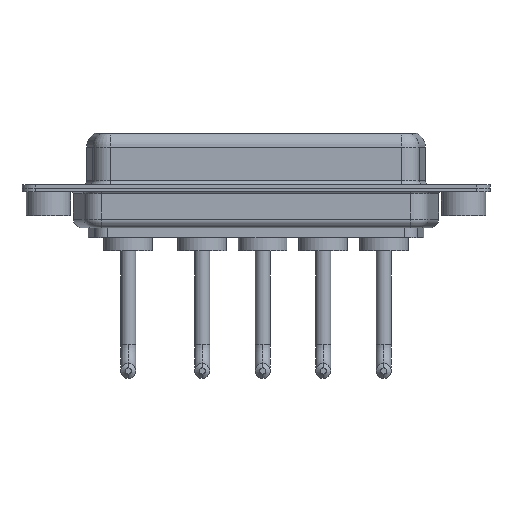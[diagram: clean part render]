
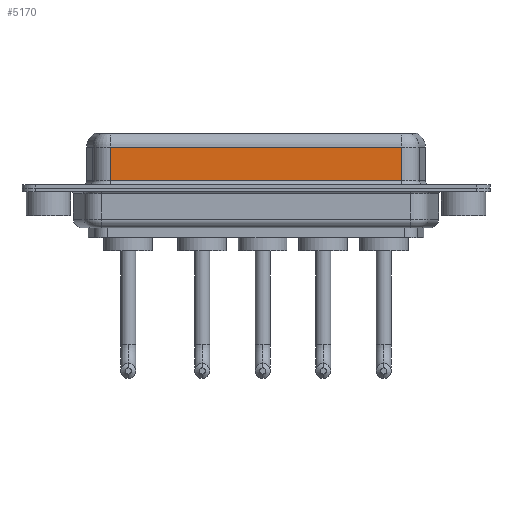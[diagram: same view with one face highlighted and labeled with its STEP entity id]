
A CAD part, front view. The second image highlights one B-rep face of the part: STEP entity #5170.
In plain terms, the highlighted planar face has unit normal (0, -1, 0).
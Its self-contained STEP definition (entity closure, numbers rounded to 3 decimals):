
#98 = ORIENTED_EDGE ( 'NONE', *, *, #4409, .T. ) ;
#115 = VECTOR ( 'NONE', #10052, 1000. ) ;
#264 = ORIENTED_EDGE ( 'NONE', *, *, #11785, .F. ) ;
#719 = FACE_OUTER_BOUND ( 'NONE', #12572, .T. ) ;
#1307 = LINE ( 'NONE', #9070, #115 ) ;
#1471 = VERTEX_POINT ( 'NONE', #9486 ) ;
#1864 = VERTEX_POINT ( 'NONE', #8961 ) ;
#2966 = CARTESIAN_POINT ( 'NONE',  ( 7.013, -3.95, 4.65 ) ) ;
#3620 = VECTOR ( 'NONE', #3646, 1000. ) ;
#3646 = DIRECTION ( 'NONE',  ( -1., 0., 0. ) ) ;
#3974 = ORIENTED_EDGE ( 'NONE', *, *, #10903, .T. ) ;
#4409 = EDGE_CURVE ( 'NONE', #9766, #12355, #6702, .T. ) ;
#4687 = CARTESIAN_POINT ( 'NONE',  ( 40.037, -3.95, 4.65 ) ) ;
#4955 = ORIENTED_EDGE ( 'NONE', *, *, #9324, .T. ) ;
#5170 = ADVANCED_FACE ( 'NONE', ( #719 ), #7589, .F. ) ;
#5980 = LINE ( 'NONE', #10798, #10197 ) ;
#6702 = LINE ( 'NONE', #7619, #3620 ) ;
#6736 = DIRECTION ( 'NONE',  ( 1., 0., 0. ) ) ;
#7122 = DIRECTION ( 'NONE',  ( 0., 0., -1. ) ) ;
#7589 = PLANE ( 'NONE',  #8548 ) ;
#7619 = CARTESIAN_POINT ( 'NONE',  ( 40.037, -3.95, 4.65 ) ) ;
#7640 = LINE ( 'NONE', #12740, #9004 ) ;
#7707 = DIRECTION ( 'NONE',  ( 0., 0., 1. ) ) ;
#8548 = AXIS2_PLACEMENT_3D ( 'NONE', #10609, #8608, #7707 ) ;
#8608 = DIRECTION ( 'NONE',  ( 0., 1., 0. ) ) ;
#8961 = CARTESIAN_POINT ( 'NONE',  ( 40.037, -3.95, 0.9 ) ) ;
#9004 = VECTOR ( 'NONE', #6736, 1000. ) ;
#9070 = CARTESIAN_POINT ( 'NONE',  ( 40.037, -3.95, 6.4 ) ) ;
#9324 = EDGE_CURVE ( 'NONE', #1471, #1864, #7640, .T. ) ;
#9486 = CARTESIAN_POINT ( 'NONE',  ( 7.013, -3.95, 0.9 ) ) ;
#9766 = VERTEX_POINT ( 'NONE', #4687 ) ;
#10052 = DIRECTION ( 'NONE',  ( 0., 0., -1. ) ) ;
#10197 = VECTOR ( 'NONE', #7122, 1000. ) ;
#10609 = CARTESIAN_POINT ( 'NONE',  ( 40.037, -3.95, 6.4 ) ) ;
#10798 = CARTESIAN_POINT ( 'NONE',  ( 7.013, -3.95, 6.4 ) ) ;
#10903 = EDGE_CURVE ( 'NONE', #12355, #1471, #5980, .T. ) ;
#11785 = EDGE_CURVE ( 'NONE', #9766, #1864, #1307, .T. ) ;
#12355 = VERTEX_POINT ( 'NONE', #2966 ) ;
#12572 = EDGE_LOOP ( 'NONE', ( #264, #98, #3974, #4955 ) ) ;
#12740 = CARTESIAN_POINT ( 'NONE',  ( 40.037, -3.95, 0.9 ) ) ;
